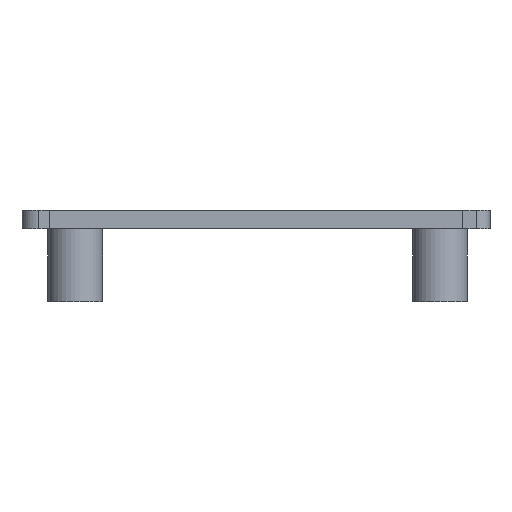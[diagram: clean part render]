
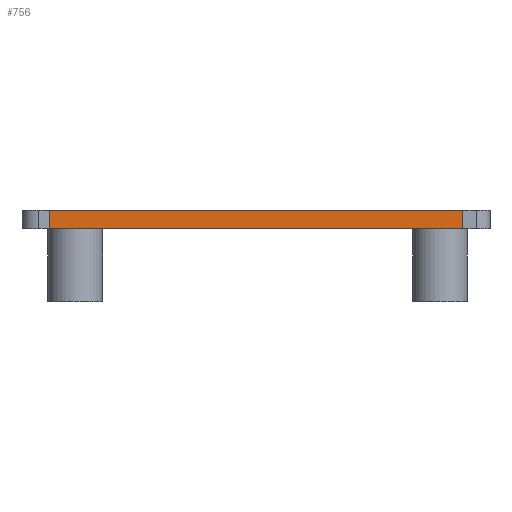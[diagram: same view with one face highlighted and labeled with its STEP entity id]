
A CAD part, front view. The second image highlights one B-rep face of the part: STEP entity #756.
In plain terms, the highlighted planar face has unit normal (0, -1, 0).
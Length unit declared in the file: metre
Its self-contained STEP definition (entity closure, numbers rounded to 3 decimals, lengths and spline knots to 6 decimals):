
#39=LINE('',#1168,#95);
#55=LINE('',#1239,#111);
#68=LINE('',#1294,#124);
#69=LINE('',#1296,#125);
#95=VECTOR('',#920,1.);
#111=VECTOR('',#976,1.);
#124=VECTOR('',#1027,1.);
#125=VECTOR('',#1030,1.);
#231=ORIENTED_EDGE('',*,*,#399,.T.);
#232=ORIENTED_EDGE('',*,*,#428,.F.);
#233=ORIENTED_EDGE('',*,*,#364,.F.);
#234=ORIENTED_EDGE('',*,*,#427,.T.);
#364=EDGE_CURVE('',#468,#469,#39,.T.);
#399=EDGE_CURVE('',#504,#503,#55,.T.);
#427=EDGE_CURVE('',#468,#504,#68,.T.);
#428=EDGE_CURVE('',#469,#503,#69,.T.);
#468=VERTEX_POINT('',#1167);
#469=VERTEX_POINT('',#1169);
#503=VERTEX_POINT('',#1238);
#504=VERTEX_POINT('',#1240);
#603=EDGE_LOOP('',(#231,#232,#233,#234));
#675=FACE_BOUND('',#603,.T.);
#733=PLANE('',#854);
#756=ADVANCED_FACE('',(#675),#733,.F.);
#854=AXIS2_PLACEMENT_3D('',#1295,#1028,#1029);
#920=DIRECTION('',(1.,0.,0.));
#976=DIRECTION('',(1.,0.,0.));
#1027=DIRECTION('',(0.,0.,-1.));
#1028=DIRECTION('',(0.,1.,0.));
#1029=DIRECTION('',(-1.,0.,0.));
#1030=DIRECTION('',(0.,0.,-1.));
#1167=CARTESIAN_POINT('',(-0.02285,-0.030993,0.002));
#1168=CARTESIAN_POINT('',(-0.000175,-0.030993,0.002));
#1169=CARTESIAN_POINT('',(0.0225,-0.030993,0.002));
#1238=CARTESIAN_POINT('',(0.0225,-0.030993,0.));
#1239=CARTESIAN_POINT('',(-0.000175,-0.030993,0.));
#1240=CARTESIAN_POINT('',(-0.02285,-0.030993,0.));
#1294=CARTESIAN_POINT('',(-0.02285,-0.030993,0.002));
#1295=CARTESIAN_POINT('',(-0.000175,-0.030993,0.002));
#1296=CARTESIAN_POINT('',(0.0225,-0.030993,0.002));
